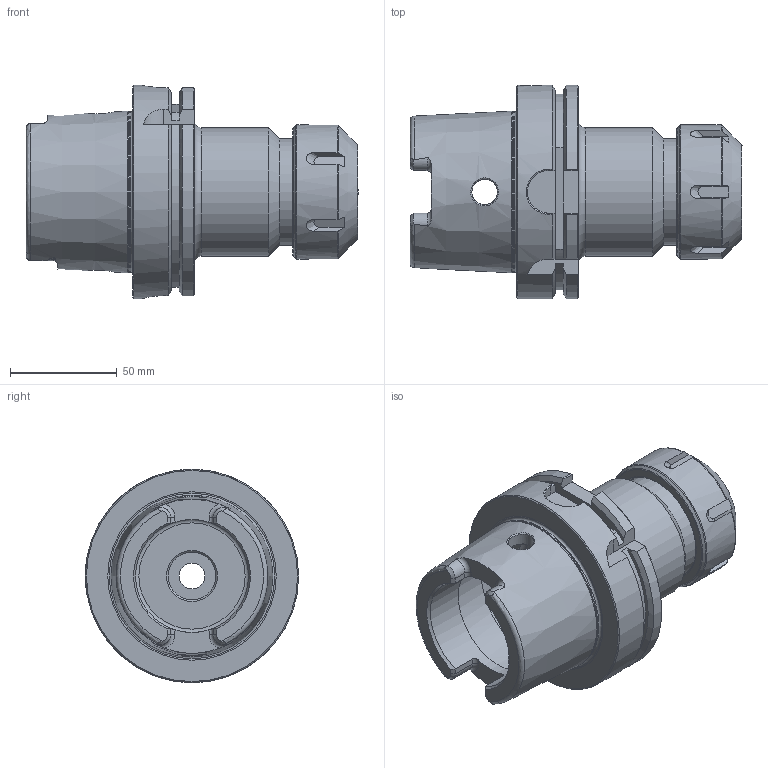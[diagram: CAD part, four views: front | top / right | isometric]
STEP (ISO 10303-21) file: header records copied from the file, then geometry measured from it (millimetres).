
FILE_DESCRIPTION((''),'2;1');
FILE_NAME('H100-40ERC416.stp','2014-08-11T13:02:07',('kaykin'),(''),'Autodesk Inventor 2012','Autodesk Inventor 2012','');
FILE_SCHEMA(('AUTOMOTIVE_DESIGN { 1 0 10303 214 1 1 1 1 }'));
Length unit declared in the file: inch
Products named in the file (3): H100-40ERC416; H100-40ER4-1; 40ERCN
Assembly tree (2 placements, depth 2):
  H100-40ERC416
    H100-40ER4-1
    40ERCN
Bounding box: 155.66 x 100 x 100 mm (x, y, z)
Volume: 391228 mm3; surface area: 79438.1 mm2
Topology: 2 solids, 2 shells, 189 faces, 471 edges, 297 vertices
Faces by surface type: plane 71, cylinder 44, cone 31, torus 26, bspline 17
Full cylindrical faces by diameter (mm): 10 x1, 12 x3, 22.377 x1, 25.016 x1, 26.848 x1, 30.988 x1, 31.115 x1, 33.338 x2, 36.513 x1, 38.1 x1, 41.148 x1, 48.666 x1, 50 x1, 50.292 x1, 53 x2, 60.325 x1, 62.979 x1, 63 x1, 75.364 x1, 100 x1
Entity records: 6535 total; most frequent: CARTESIAN_POINT 2348, ORIENTED_EDGE 804, DIRECTION 775, EDGE_CURVE 402, AXIS2_PLACEMENT_3D 328, VERTEX_POINT 283, EDGE_LOOP 263, FACE_OUTER_BOUND 189
